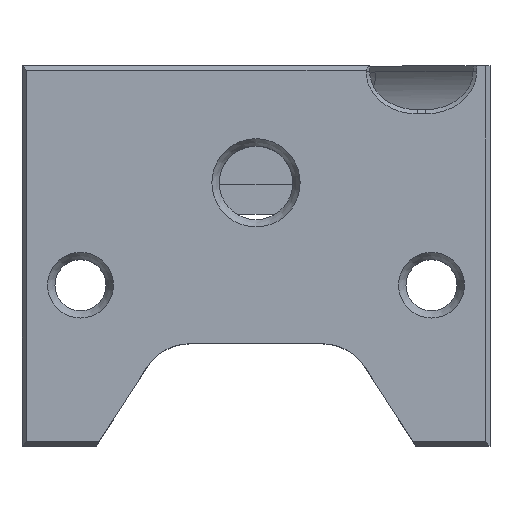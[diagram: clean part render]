
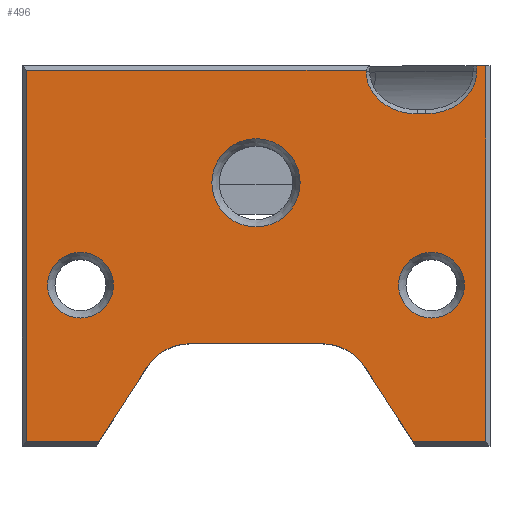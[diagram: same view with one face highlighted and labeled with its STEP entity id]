
A CAD part, top view. The second image highlights one B-rep face of the part: STEP entity #496.
In plain terms, the highlighted planar face has unit normal (0, 0, 1).
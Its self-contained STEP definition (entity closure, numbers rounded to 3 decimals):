
#113=CARTESIAN_POINT('',(508.226,228.149,196.));
#114=VERTEX_POINT('',#113);
#121=CARTESIAN_POINT('',(503.263,228.149,196.));
#122=VERTEX_POINT('',#121);
#123=CARTESIAN_POINT('',(503.263,228.149,196.));
#124=DIRECTION('',(1.,0.,-0.));
#125=VECTOR('',#124,4.963);
#126=LINE('',#123,#125);
#127=EDGE_CURVE('',#122,#114,#126,.T.);
#153=CARTESIAN_POINT('',(529.717,228.149,196.));
#154=VERTEX_POINT('',#153);
#161=CARTESIAN_POINT('',(526.406,233.273,196.));
#162=VERTEX_POINT('',#161);
#163=CARTESIAN_POINT('',(526.406,233.273,196.));
#164=DIRECTION('',(0.543,-0.84,-0.));
#165=VECTOR('',#164,6.101);
#166=LINE('',#163,#165);
#167=EDGE_CURVE('',#162,#154,#166,.T.);
#191=CARTESIAN_POINT('',(523.471,234.857,196.));
#192=VERTEX_POINT('',#191);
#193=CARTESIAN_POINT('',(523.471,234.857,196.));
#194=CARTESIAN_POINT('',(524.358,234.858,196.));
#195=CARTESIAN_POINT('',(525.139,234.437,196.));
#196=CARTESIAN_POINT('',(525.92,234.016,196.));
#197=CARTESIAN_POINT('',(526.406,233.273,196.));
#198=B_SPLINE_CURVE_WITH_KNOTS('',2,(#193,#194,#195,#196,#197),.UNSPECIFIED.,.F.,.F.,(3,2,3),(0.,0.5,1.),.UNSPECIFIED.);
#199=EDGE_CURVE('',#192,#162,#198,.T.);
#227=CARTESIAN_POINT('',(514.471,234.857,196.));
#228=VERTEX_POINT('',#227);
#229=CARTESIAN_POINT('',(523.471,234.857,196.));
#230=DIRECTION('',(-1.,-0.,0.));
#231=VECTOR('',#230,9.);
#232=LINE('',#229,#231);
#233=EDGE_CURVE('',#192,#228,#232,.T.);
#266=CARTESIAN_POINT('',(511.537,233.273,196.));
#267=VERTEX_POINT('',#266);
#268=CARTESIAN_POINT('',(511.537,233.273,196.));
#269=CARTESIAN_POINT('',(512.022,234.015,196.));
#270=CARTESIAN_POINT('',(512.803,234.437,196.));
#271=CARTESIAN_POINT('',(513.584,234.858,196.));
#272=CARTESIAN_POINT('',(514.471,234.857,196.));
#273=B_SPLINE_CURVE_WITH_KNOTS('',2,(#268,#269,#270,#271,#272),.UNSPECIFIED.,.F.,.F.,(3,2,3),(0.,0.5,1.),.UNSPECIFIED.);
#274=EDGE_CURVE('',#267,#228,#273,.T.);
#325=CARTESIAN_POINT('',(508.226,228.149,196.));
#326=DIRECTION('',(0.543,0.84,-0.));
#327=VECTOR('',#326,6.101);
#328=LINE('',#325,#327);
#329=EDGE_CURVE('',#114,#267,#328,.T.);
#335=CARTESIAN_POINT('',(518.971,275.862,196.));
#336=DIRECTION('',(0.,0.,1.));
#337=DIRECTION('',(0.,-1.,0.));
#338=AXIS2_PLACEMENT_3D('',#335,#336,#337);
#339=PLANE('',#338);
#340=CARTESIAN_POINT('',(504.721,238.857,196.));
#341=VERTEX_POINT('',#340);
#342=CARTESIAN_POINT('',(506.971,241.107,196.));
#343=VERTEX_POINT('',#342);
#344=CARTESIAN_POINT('',(506.971,238.857,196.));
#345=DIRECTION('',(-0.,-0.,-1.));
#346=DIRECTION('',(-1.,-0.,0.));
#347=AXIS2_PLACEMENT_3D('',#344,#345,#346);
#348=CIRCLE('',#347,2.25);
#349=EDGE_CURVE('',#341,#343,#348,.T.);
#350=ORIENTED_EDGE('',*,*,#349,.T.);
#351=CARTESIAN_POINT('',(506.971,238.857,196.));
#352=DIRECTION('',(-0.,-0.,-1.));
#353=DIRECTION('',(-1.,-0.,0.));
#354=AXIS2_PLACEMENT_3D('',#351,#352,#353);
#355=CIRCLE('',#354,2.25);
#356=EDGE_CURVE('',#343,#341,#355,.T.);
#357=ORIENTED_EDGE('',*,*,#356,.T.);
#358=EDGE_LOOP('',(#350,#357));
#359=FACE_BOUND('',#358,.T.);
#360=CARTESIAN_POINT('',(515.954,245.857,196.));
#361=VERTEX_POINT('',#360);
#362=CARTESIAN_POINT('',(518.971,248.874,196.));
#363=VERTEX_POINT('',#362);
#364=CARTESIAN_POINT('',(518.971,245.857,196.));
#365=DIRECTION('',(-0.,-0.,-1.));
#366=DIRECTION('',(-1.,-0.,0.));
#367=AXIS2_PLACEMENT_3D('',#364,#365,#366);
#368=CIRCLE('',#367,3.018);
#369=EDGE_CURVE('',#361,#363,#368,.T.);
#370=ORIENTED_EDGE('',*,*,#369,.T.);
#371=CARTESIAN_POINT('',(518.971,245.857,196.));
#372=DIRECTION('',(-0.,-0.,-1.));
#373=DIRECTION('',(-1.,-0.,0.));
#374=AXIS2_PLACEMENT_3D('',#371,#372,#373);
#375=CIRCLE('',#374,3.018);
#376=EDGE_CURVE('',#363,#361,#375,.T.);
#377=ORIENTED_EDGE('',*,*,#376,.T.);
#378=EDGE_LOOP('',(#370,#377));
#379=FACE_BOUND('',#378,.T.);
#380=CARTESIAN_POINT('',(528.721,238.857,196.));
#381=VERTEX_POINT('',#380);
#382=CARTESIAN_POINT('',(530.971,241.107,196.));
#383=VERTEX_POINT('',#382);
#384=CARTESIAN_POINT('',(530.971,238.857,196.));
#385=DIRECTION('',(-0.,-0.,-1.));
#386=DIRECTION('',(-1.,-0.,0.));
#387=AXIS2_PLACEMENT_3D('',#384,#385,#386);
#388=CIRCLE('',#387,2.25);
#389=EDGE_CURVE('',#381,#383,#388,.T.);
#390=ORIENTED_EDGE('',*,*,#389,.T.);
#391=CARTESIAN_POINT('',(530.971,238.857,196.));
#392=DIRECTION('',(-0.,-0.,-1.));
#393=DIRECTION('',(-1.,-0.,0.));
#394=AXIS2_PLACEMENT_3D('',#391,#392,#393);
#395=CIRCLE('',#394,2.25);
#396=EDGE_CURVE('',#383,#381,#395,.T.);
#397=ORIENTED_EDGE('',*,*,#396,.T.);
#398=EDGE_LOOP('',(#390,#397));
#399=FACE_BOUND('',#398,.T.);
#400=ORIENTED_EDGE('',*,*,#127,.T.);
#401=ORIENTED_EDGE('',*,*,#329,.T.);
#402=ORIENTED_EDGE('',*,*,#274,.T.);
#403=ORIENTED_EDGE('',*,*,#233,.F.);
#404=ORIENTED_EDGE('',*,*,#199,.T.);
#405=ORIENTED_EDGE('',*,*,#167,.T.);
#406=CARTESIAN_POINT('',(534.679,228.149,196.));
#407=VERTEX_POINT('',#406);
#408=CARTESIAN_POINT('',(529.717,228.149,196.));
#409=DIRECTION('',(1.,0.,-0.));
#410=VECTOR('',#409,4.963);
#411=LINE('',#408,#410);
#412=EDGE_CURVE('',#154,#407,#411,.T.);
#413=ORIENTED_EDGE('',*,*,#412,.T.);
#414=CARTESIAN_POINT('',(534.679,253.857,196.));
#415=VERTEX_POINT('',#414);
#416=CARTESIAN_POINT('',(534.679,253.857,196.));
#417=DIRECTION('',(0.,-1.,0.));
#418=VECTOR('',#417,25.708);
#419=LINE('',#416,#418);
#420=EDGE_CURVE('',#415,#407,#419,.T.);
#421=ORIENTED_EDGE('',*,*,#420,.F.);
#422=CARTESIAN_POINT('',(534.053,253.857,196.));
#423=VERTEX_POINT('',#422);
#424=CARTESIAN_POINT('',(534.679,253.857,196.));
#425=DIRECTION('',(-1.,-0.,0.));
#426=VECTOR('',#425,0.627);
#427=LINE('',#424,#426);
#428=EDGE_CURVE('',#415,#423,#427,.T.);
#429=ORIENTED_EDGE('',*,*,#428,.T.);
#430=CARTESIAN_POINT('',(534.053,253.457,196.));
#431=VERTEX_POINT('',#430);
#432=CARTESIAN_POINT('',(534.053,253.457,196.));
#433=DIRECTION('',(-0.,1.,-0.));
#434=VECTOR('',#433,0.4);
#435=LINE('',#432,#434);
#436=EDGE_CURVE('',#431,#423,#435,.T.);
#437=ORIENTED_EDGE('',*,*,#436,.F.);
#438=CARTESIAN_POINT('',(530.557,250.565,196.));
#439=VERTEX_POINT('',#438);
#440=CARTESIAN_POINT('',(530.557,250.565,196.));
#441=CARTESIAN_POINT('',(530.961,250.565,196.));
#442=CARTESIAN_POINT('',(531.797,250.69,196.));
#443=CARTESIAN_POINT('',(532.808,251.18,196.));
#444=CARTESIAN_POINT('',(533.542,251.865,196.));
#445=CARTESIAN_POINT('',(533.966,252.658,196.));
#446=CARTESIAN_POINT('',(534.053,253.187,196.));
#447=CARTESIAN_POINT('',(534.053,253.457,196.));
#448=B_SPLINE_CURVE_WITH_KNOTS('',3,(#440,#441,#442,#443,#444,#445,#446,#447),.UNSPECIFIED.,.F.,.F.,(4,1,1,1,1,4),(0.,0.2,0.4,0.6,0.8,1.),.UNSPECIFIED.);
#449=EDGE_CURVE('',#439,#431,#448,.T.);
#450=ORIENTED_EDGE('',*,*,#449,.F.);
#451=CARTESIAN_POINT('',(529.999,250.565,196.));
#452=VERTEX_POINT('',#451);
#453=CARTESIAN_POINT('',(529.999,250.565,196.));
#454=DIRECTION('',(1.,0.,-0.));
#455=VECTOR('',#454,0.558);
#456=LINE('',#453,#455);
#457=EDGE_CURVE('',#452,#439,#456,.T.);
#458=ORIENTED_EDGE('',*,*,#457,.F.);
#459=CARTESIAN_POINT('',(526.503,253.457,196.));
#460=VERTEX_POINT('',#459);
#461=CARTESIAN_POINT('',(526.503,253.457,196.));
#462=CARTESIAN_POINT('',(526.503,253.185,196.));
#463=CARTESIAN_POINT('',(526.591,252.654,196.));
#464=CARTESIAN_POINT('',(527.021,251.857,196.));
#465=CARTESIAN_POINT('',(527.752,251.177,196.));
#466=CARTESIAN_POINT('',(528.769,250.687,196.));
#467=CARTESIAN_POINT('',(529.597,250.565,196.));
#468=CARTESIAN_POINT('',(529.999,250.565,196.));
#469=B_SPLINE_CURVE_WITH_KNOTS('',3,(#461,#462,#463,#464,#465,#466,#467,#468),.UNSPECIFIED.,.F.,.F.,(4,1,1,1,1,4),(0.,0.2,0.4,0.6,0.8,1.),.UNSPECIFIED.);
#470=EDGE_CURVE('',#460,#452,#469,.T.);
#471=ORIENTED_EDGE('',*,*,#470,.F.);
#472=CARTESIAN_POINT('',(526.503,253.565,196.));
#473=VERTEX_POINT('',#472);
#474=CARTESIAN_POINT('',(526.503,253.565,196.));
#475=DIRECTION('',(0.,-1.,0.));
#476=VECTOR('',#475,0.108);
#477=LINE('',#474,#476);
#478=EDGE_CURVE('',#473,#460,#477,.T.);
#479=ORIENTED_EDGE('',*,*,#478,.F.);
#480=CARTESIAN_POINT('',(503.263,253.565,196.));
#481=VERTEX_POINT('',#480);
#482=CARTESIAN_POINT('',(526.503,253.565,196.));
#483=DIRECTION('',(-1.,-0.,0.));
#484=VECTOR('',#483,23.24);
#485=LINE('',#482,#484);
#486=EDGE_CURVE('',#473,#481,#485,.T.);
#487=ORIENTED_EDGE('',*,*,#486,.T.);
#488=CARTESIAN_POINT('',(503.263,253.565,196.));
#489=DIRECTION('',(0.,-1.,0.));
#490=VECTOR('',#489,25.416);
#491=LINE('',#488,#490);
#492=EDGE_CURVE('',#481,#122,#491,.T.);
#493=ORIENTED_EDGE('',*,*,#492,.T.);
#494=EDGE_LOOP('',(#400,#401,#402,#403,#404,#405,#413,#421,#429,#437,#450,#458,#471,#479,#487,#493));
#495=FACE_BOUND('',#494,.T.);
#496=ADVANCED_FACE('',(#359,#379,#399,#495),#339,.T.);
